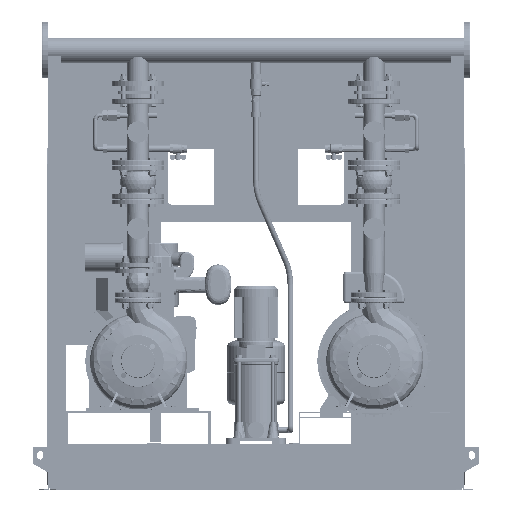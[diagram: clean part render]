
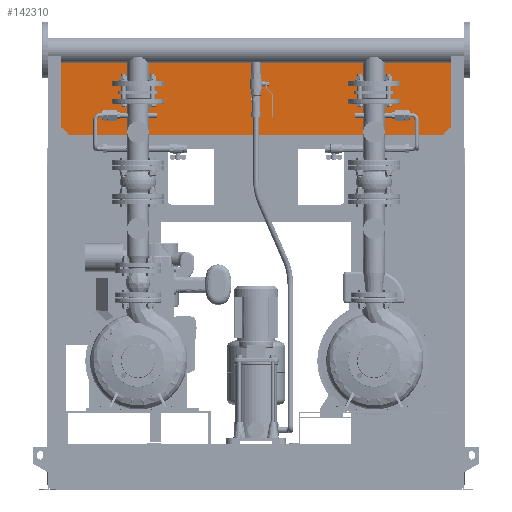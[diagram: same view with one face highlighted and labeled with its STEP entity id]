
A CAD part, left-side view. The second image highlights one B-rep face of the part: STEP entity #142310.
In plain terms, the highlighted planar face has unit normal (-1, 0, 0).
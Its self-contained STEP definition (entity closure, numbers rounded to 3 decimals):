
#141716=CARTESIAN_POINT('',(116.0,687.5,1538.775));
#141717=VERTEX_POINT('',#141716);
#141724=CARTESIAN_POINT('',(116.0,-687.5,1538.775));
#141725=VERTEX_POINT('',#141724);
#141726=CARTESIAN_POINT('',(116.0,-687.5,1538.775));
#141727=DIRECTION('',(0.0,1.0,0.0));
#141728=VECTOR('',#141727,1375.0);
#141729=LINE('',#141726,#141728);
#141730=EDGE_CURVE('',#141725,#141717,#141729,.T.);
#141787=CARTESIAN_POINT('',(116.0,-667.5,1258.775));
#141788=VERTEX_POINT('',#141787);
#141795=CARTESIAN_POINT('',(116.0,667.5,1258.775));
#141796=VERTEX_POINT('',#141795);
#141797=CARTESIAN_POINT('',(116.0,667.5,1258.775));
#141798=DIRECTION('',(0.0,-1.0,0.0));
#141799=VECTOR('',#141798,1335.0);
#141800=LINE('',#141797,#141799);
#141801=EDGE_CURVE('',#141796,#141788,#141800,.T.);
#141858=CARTESIAN_POINT('',(116.0,687.5,1534.775));
#141859=VERTEX_POINT('',#141858);
#141866=CARTESIAN_POINT('',(116.0,687.5,1538.775));
#141867=DIRECTION('',(0.0,0.0,-1.0));
#141868=VECTOR('',#141867,4.0);
#141869=LINE('',#141866,#141868);
#141870=EDGE_CURVE('',#141717,#141859,#141869,.T.);
#141896=CARTESIAN_POINT('',(116.0,730.,1534.775));
#141897=VERTEX_POINT('',#141896);
#141904=CARTESIAN_POINT('',(116.0,687.5,1534.775));
#141905=DIRECTION('',(0.0,1.0,0.0));
#141906=VECTOR('',#141905,42.5);
#141907=LINE('',#141904,#141906);
#141908=EDGE_CURVE('',#141859,#141897,#141907,.T.);
#141927=CARTESIAN_POINT('',(116.0,730.,1283.775));
#141928=VERTEX_POINT('',#141927);
#141935=CARTESIAN_POINT('',(116.0,730.,1534.775));
#141936=DIRECTION('',(0.0,0.0,-1.0));
#141937=VECTOR('',#141936,251.);
#141938=LINE('',#141935,#141937);
#141939=EDGE_CURVE('',#141897,#141928,#141938,.T.);
#141958=CARTESIAN_POINT('',(116.0,687.5,1283.775));
#141959=VERTEX_POINT('',#141958);
#141966=CARTESIAN_POINT('',(116.0,730.,1283.775));
#141967=DIRECTION('',(0.0,-1.0,0.0));
#141968=VECTOR('',#141967,42.5);
#141969=LINE('',#141966,#141968);
#141970=EDGE_CURVE('',#141928,#141959,#141969,.T.);
#141989=CARTESIAN_POINT('',(116.0,667.5,1263.775));
#141990=VERTEX_POINT('',#141989);
#141997=CARTESIAN_POINT('',(116.0,687.5,1283.775));
#141998=DIRECTION('',(0.0,-0.707,-0.707));
#141999=VECTOR('',#141998,28.284);
#142000=LINE('',#141997,#141999);
#142001=EDGE_CURVE('',#141959,#141990,#142000,.T.);
#142028=CARTESIAN_POINT('',(116.0,667.5,1263.775));
#142029=DIRECTION('',(0.0,0.0,-1.0));
#142030=VECTOR('',#142029,5.0);
#142031=LINE('',#142028,#142030);
#142032=EDGE_CURVE('',#141990,#141796,#142031,.T.);
#142075=CARTESIAN_POINT('',(116.0,-667.5,1263.775));
#142076=VERTEX_POINT('',#142075);
#142083=CARTESIAN_POINT('',(116.0,-667.5,1258.775));
#142084=DIRECTION('',(0.0,0.0,1.0));
#142085=VECTOR('',#142084,5.0);
#142086=LINE('',#142083,#142085);
#142087=EDGE_CURVE('',#141788,#142076,#142086,.T.);
#142108=CARTESIAN_POINT('',(116.0,-687.5,1283.775));
#142109=VERTEX_POINT('',#142108);
#142116=CARTESIAN_POINT('',(116.0,-667.5,1263.775));
#142117=DIRECTION('',(0.0,-0.707,0.707));
#142118=VECTOR('',#142117,28.284);
#142119=LINE('',#142116,#142118);
#142120=EDGE_CURVE('',#142076,#142109,#142119,.T.);
#142139=CARTESIAN_POINT('',(116.0,-730.,1283.775));
#142140=VERTEX_POINT('',#142139);
#142147=CARTESIAN_POINT('',(116.0,-687.5,1283.775));
#142148=DIRECTION('',(0.0,-1.0,0.0));
#142149=VECTOR('',#142148,42.5);
#142150=LINE('',#142147,#142149);
#142151=EDGE_CURVE('',#142109,#142140,#142150,.T.);
#142170=CARTESIAN_POINT('',(116.0,-730.,1534.775));
#142171=VERTEX_POINT('',#142170);
#142178=CARTESIAN_POINT('',(116.0,-730.,1283.775));
#142179=DIRECTION('',(0.0,0.0,1.0));
#142180=VECTOR('',#142179,251.0);
#142181=LINE('',#142178,#142180);
#142182=EDGE_CURVE('',#142140,#142171,#142181,.T.);
#142201=CARTESIAN_POINT('',(116.0,-687.5,1534.775));
#142202=VERTEX_POINT('',#142201);
#142209=CARTESIAN_POINT('',(116.0,-730.,1534.775));
#142210=DIRECTION('',(0.0,1.0,0.0));
#142211=VECTOR('',#142210,42.5);
#142212=LINE('',#142209,#142211);
#142213=EDGE_CURVE('',#142171,#142202,#142212,.T.);
#142240=CARTESIAN_POINT('',(116.0,-687.5,1534.775));
#142241=DIRECTION('',(0.0,0.0,1.0));
#142242=VECTOR('',#142241,4.0);
#142243=LINE('',#142240,#142242);
#142244=EDGE_CURVE('',#142202,#141725,#142243,.T.);
#142289=CARTESIAN_POINT('',(116.0,0.,1400.351));
#142290=DIRECTION('',(1.0,0.0,0.0));
#142291=DIRECTION('',(0.0,0.0,-1.0));
#142292=AXIS2_PLACEMENT_3D('',#142289,#142290,#142291);
#142293=PLANE('',#142292);
#142294=ORIENTED_EDGE('',*,*,#141730,.T.);
#142295=ORIENTED_EDGE('',*,*,#141870,.T.);
#142296=ORIENTED_EDGE('',*,*,#141908,.T.);
#142297=ORIENTED_EDGE('',*,*,#141939,.T.);
#142298=ORIENTED_EDGE('',*,*,#141970,.T.);
#142299=ORIENTED_EDGE('',*,*,#142001,.T.);
#142300=ORIENTED_EDGE('',*,*,#142032,.T.);
#142301=ORIENTED_EDGE('',*,*,#141801,.T.);
#142302=ORIENTED_EDGE('',*,*,#142087,.T.);
#142303=ORIENTED_EDGE('',*,*,#142120,.T.);
#142304=ORIENTED_EDGE('',*,*,#142151,.T.);
#142305=ORIENTED_EDGE('',*,*,#142182,.T.);
#142306=ORIENTED_EDGE('',*,*,#142213,.T.);
#142307=ORIENTED_EDGE('',*,*,#142244,.T.);
#142308=EDGE_LOOP('',(#142294,#142295,#142296,#142297,#142298,#142299,#142300,#142301,#142302,#142303,#142304,#142305,#142306,#142307));
#142309=FACE_OUTER_BOUND('',#142308,.T.);
#142310=ADVANCED_FACE('',(#142309),#142293,.F.);
